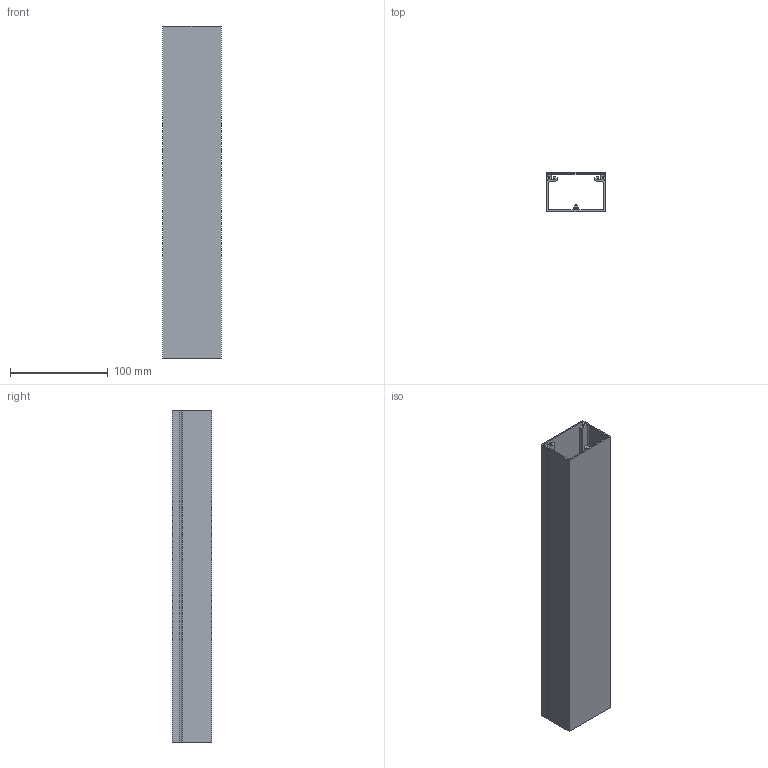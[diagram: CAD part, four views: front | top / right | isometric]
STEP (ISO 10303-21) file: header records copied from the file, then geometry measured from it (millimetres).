
FILE_DESCRIPTION (( 'STEP AP214' ), '1' );
FILE_NAME ('6175410.STEP', '2024-11-21T13:09:59', ( '' ), ( '' ), 'SwSTEP 2.0', 'SolidWorks 2022', '' );
FILE_SCHEMA (( 'AUTOMOTIVE_DESIGN' ));
Length unit declared in the file: millimetre
Products named in the file (3): 032306_Baugruppe; 032280_Baugruppe + Lochb.; 6175410
Assembly tree (2 placements, depth 2):
  6175410
    032280_Baugruppe + Lochb.
    032306_Baugruppe
Bounding box: 60 x 40 x 340 mm (x, y, z)
Volume: 123810 mm3; surface area: 166032.1 mm2
Topology: 2 solids, 2 shells, 83 faces, 237 edges, 158 vertices
Faces by surface type: plane 53, cylinder 30
Entity records: 2876 total; most frequent: CARTESIAN_POINT 483, ORIENTED_EDGE 474, DIRECTION 473, EDGE_CURVE 237, VECTOR 177, LINE 177, VERTEX_POINT 158, AXIS2_PLACEMENT_3D 148
